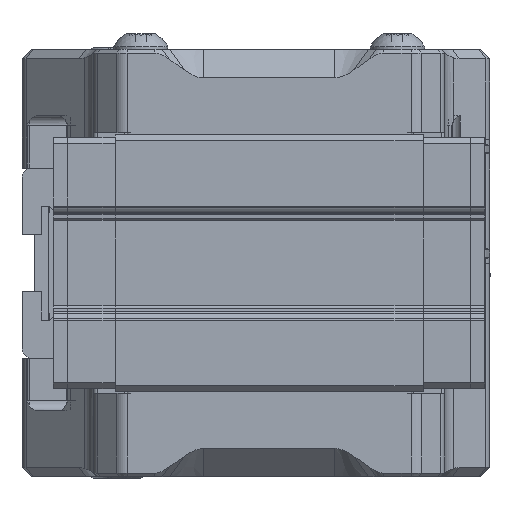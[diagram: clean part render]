
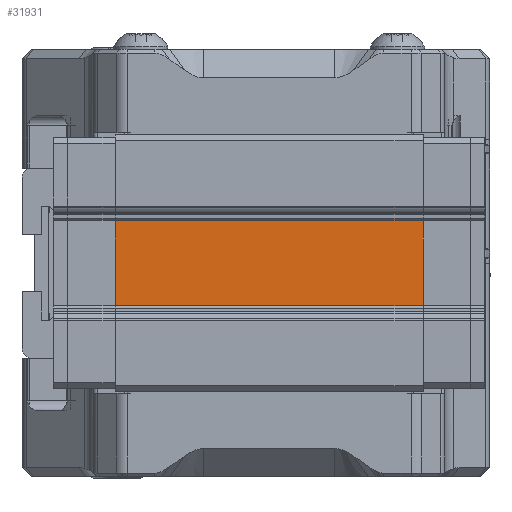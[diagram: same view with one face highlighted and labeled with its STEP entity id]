
A CAD part, left-side view. The second image highlights one B-rep face of the part: STEP entity #31931.
In plain terms, the highlighted face is planar.
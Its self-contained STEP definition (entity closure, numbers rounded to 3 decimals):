
#1563=PLANE('',#34877);
#3327=LINE('',#52596,#5998);
#3329=LINE('',#52600,#6000);
#3330=LINE('',#52602,#6001);
#3331=LINE('',#52603,#6002);
#5998=VECTOR('',#41548,1.);
#6000=VECTOR('',#41552,1.);
#6001=VECTOR('',#41553,1.);
#6002=VECTOR('',#41554,1.);
#8827=FACE_OUTER_BOUND('',#10755,.T.);
#10755=EDGE_LOOP('',(#26008,#26009,#26010,#26011));
#15102=VERTEX_POINT('',#52593);
#15103=VERTEX_POINT('',#52595);
#15104=VERTEX_POINT('',#52599);
#15105=VERTEX_POINT('',#52601);
#18986=EDGE_CURVE('',#15103,#15102,#3327,.T.);
#18988=EDGE_CURVE('',#15104,#15102,#3329,.T.);
#18989=EDGE_CURVE('',#15105,#15104,#3330,.T.);
#18990=EDGE_CURVE('',#15103,#15105,#3331,.T.);
#26008=ORIENTED_EDGE('',*,*,#18988,.F.);
#26009=ORIENTED_EDGE('',*,*,#18989,.F.);
#26010=ORIENTED_EDGE('',*,*,#18990,.F.);
#26011=ORIENTED_EDGE('',*,*,#18986,.T.);
#31931=ADVANCED_FACE('',(#8827),#1563,.F.);
#34877=AXIS2_PLACEMENT_3D('',#52598,#41550,#41551);
#41548=DIRECTION('',(1.,0.,0.));
#41550=DIRECTION('center_axis',(0.,0.,1.));
#41551=DIRECTION('ref_axis',(1.,0.,0.));
#41552=DIRECTION('',(0.,1.,0.));
#41553=DIRECTION('',(1.,0.,0.));
#41554=DIRECTION('',(0.,-1.,0.));
#52593=CARTESIAN_POINT('',(153.7,5.5,8.));
#52595=CARTESIAN_POINT('',(121.3,5.5,8.));
#52596=CARTESIAN_POINT('',(121.3,5.5,8.));
#52598=CARTESIAN_POINT('Origin',(121.3,-5.5,8.));
#52599=CARTESIAN_POINT('',(153.7,-5.5,8.));
#52600=CARTESIAN_POINT('',(153.7,-2.739,8.));
#52601=CARTESIAN_POINT('',(121.3,-5.5,8.));
#52602=CARTESIAN_POINT('',(121.3,-5.5,8.));
#52603=CARTESIAN_POINT('',(121.3,-2.739,8.));
